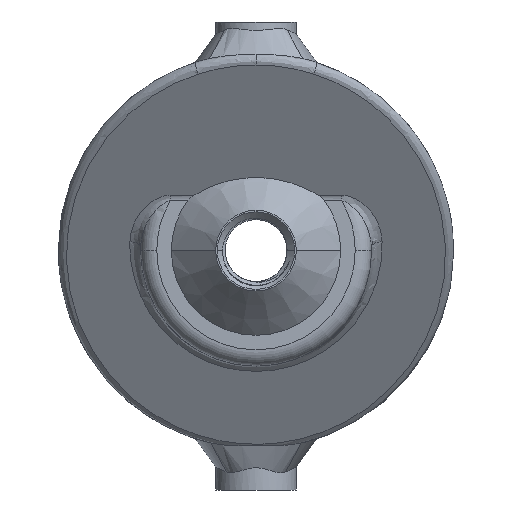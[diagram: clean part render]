
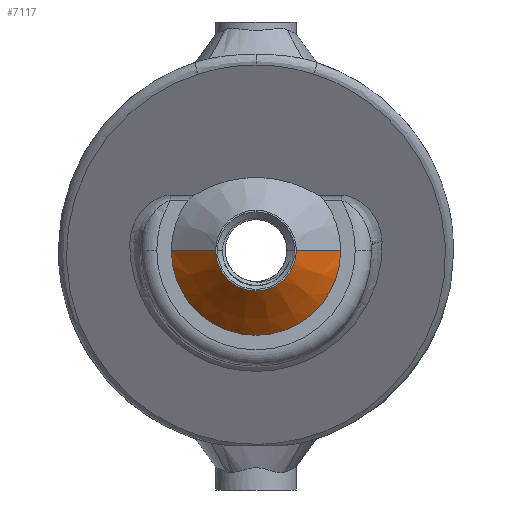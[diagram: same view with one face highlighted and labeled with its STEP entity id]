
A CAD part, front view. The second image highlights one B-rep face of the part: STEP entity #7117.
In plain terms, the highlighted conical face has half-angle 45 degrees and reference radius 7.5 mm.
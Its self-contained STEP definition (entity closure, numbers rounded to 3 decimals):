
#3335 = DIRECTION ( 'NONE',  ( 0., -1., 0. ) ) ;
#3523 = DIRECTION ( 'NONE',  ( -1., 0., 0. ) ) ;
#3532 = CIRCLE ( 'NONE', #17799, 7.5 ) ;
#3903 = CARTESIAN_POINT ( 'NONE',  ( 0., -68., 0. ) ) ;
#5181 = VECTOR ( 'NONE', #11462, 1000. ) ;
#5407 = DIRECTION ( 'NONE',  ( -1., 0., 0. ) ) ;
#5525 = CARTESIAN_POINT ( 'NONE',  ( -7.5, -76.25, 0. ) ) ;
#5874 = CARTESIAN_POINT ( 'NONE',  ( -15.75, -68., 0. ) ) ;
#6446 = EDGE_LOOP ( 'NONE', ( #7247, #16104, #19385, #24239 ) ) ;
#6454 = EDGE_CURVE ( 'NONE', #24860, #13595, #14400, .T. ) ;
#6934 = CARTESIAN_POINT ( 'NONE',  ( 7.5, -76.25, 0. ) ) ;
#7117 = ADVANCED_FACE ( 'NONE', ( #19194 ), #10446, .T. ) ;
#7247 = ORIENTED_EDGE ( 'NONE', *, *, #15695, .F. ) ;
#7503 = EDGE_CURVE ( 'NONE', #12710, #19898, #3532, .T. ) ;
#9163 = LINE ( 'NONE', #15432, #5181 ) ;
#9182 = CARTESIAN_POINT ( 'NONE',  ( 0., -76.25, 0. ) ) ;
#10446 = CONICAL_SURFACE ( 'NONE', #21069, 7.5, 0.785 ) ;
#11458 = CARTESIAN_POINT ( 'NONE',  ( 7.5, -76.25, 0. ) ) ;
#11462 = DIRECTION ( 'NONE',  ( -0.707, 0.707, 0. ) ) ;
#11809 = CARTESIAN_POINT ( 'NONE',  ( 15.75, -68., 0. ) ) ;
#12317 = EDGE_CURVE ( 'NONE', #12710, #13595, #9163, .T. ) ;
#12710 = VERTEX_POINT ( 'NONE', #5525 ) ;
#13595 = VERTEX_POINT ( 'NONE', #5874 ) ;
#14400 = CIRCLE ( 'NONE', #17686, 15.75 ) ;
#15361 = CARTESIAN_POINT ( 'NONE',  ( 0., -76.25, 0. ) ) ;
#15432 = CARTESIAN_POINT ( 'NONE',  ( -7.5, -76.25, 0. ) ) ;
#15695 = EDGE_CURVE ( 'NONE', #19898, #24860, #23237, .T. ) ;
#16104 = ORIENTED_EDGE ( 'NONE', *, *, #7503, .F. ) ;
#17304 = VECTOR ( 'NONE', #17345, 1000. ) ;
#17345 = DIRECTION ( 'NONE',  ( 0.707, 0.707, 0. ) ) ;
#17686 = AXIS2_PLACEMENT_3D ( 'NONE', #3903, #23450, #3523 ) ;
#17799 = AXIS2_PLACEMENT_3D ( 'NONE', #9182, #3335, #19411 ) ;
#19194 = FACE_OUTER_BOUND ( 'NONE', #6446, .T. ) ;
#19385 = ORIENTED_EDGE ( 'NONE', *, *, #12317, .T. ) ;
#19411 = DIRECTION ( 'NONE',  ( -1., 0., 0. ) ) ;
#19898 = VERTEX_POINT ( 'NONE', #6934 ) ;
#21069 = AXIS2_PLACEMENT_3D ( 'NONE', #15361, #21492, #5407 ) ;
#21492 = DIRECTION ( 'NONE',  ( 0., 1., 0. ) ) ;
#23237 = LINE ( 'NONE', #11458, #17304 ) ;
#23450 = DIRECTION ( 'NONE',  ( 0., 1., 0. ) ) ;
#24239 = ORIENTED_EDGE ( 'NONE', *, *, #6454, .F. ) ;
#24860 = VERTEX_POINT ( 'NONE', #11809 ) ;
